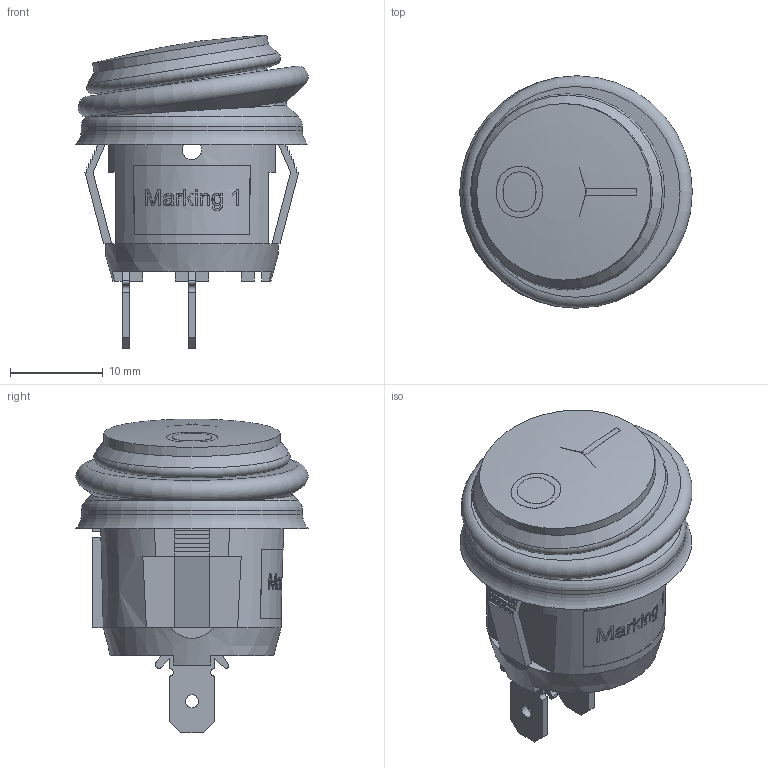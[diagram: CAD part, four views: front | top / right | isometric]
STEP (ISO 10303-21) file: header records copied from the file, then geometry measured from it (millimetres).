
FILE_DESCRIPTION(/* description */ ('Unknown'),/* implementation_level */ '2;1');
FILE_NAME(/* name */ '471006268142',/* time_stamp */ '2020-03-10T16:26:40+01:00',/* author */ ('Unknown'),/* organization */ ('Unknown'),/* preprocessor_version */ 'ST-DEVELOPER v16.7',/* originating_system */ 'DEX',/* authorisation */ $);
FILE_SCHEMA (('AUTOMOTIVE_DESIGN {1 0 10303 214 3 1 1}'));
Length unit declared in the file: millimetre
Products named in the file (6): 471006268142; Frame; Actuator; Actuator_unten; Actuator_mitte; Actuator_oben
Assembly tree (5 placements, depth 3):
  471006268142
    Frame
    Actuator
      Actuator_unten
      Actuator_mitte
      Actuator_oben
Bounding box: 25.03 x 25 x 33.77 mm (x, y, z)
Volume: 4655.4 mm3; surface area: 6471 mm2
Topology: 6 solids, 6 shells, 324 faces, 872 edges, 574 vertices
Faces by surface type: plane 199, bspline 49, cone 47, cylinder 21, torus 8
Full cylindrical faces by diameter (mm): 1.4 x2, 2.1 x2, 19 x1, 22.873 x2, 23 x2, 23.797 x1
Entity records: 12477 total; most frequent: CARTESIAN_POINT 4610, ORIENTED_EDGE 1662, DIRECTION 1359, EDGE_CURVE 831, VERTEX_POINT 560, LINE 531, VECTOR 531, AXIS2_PLACEMENT_3D 414
